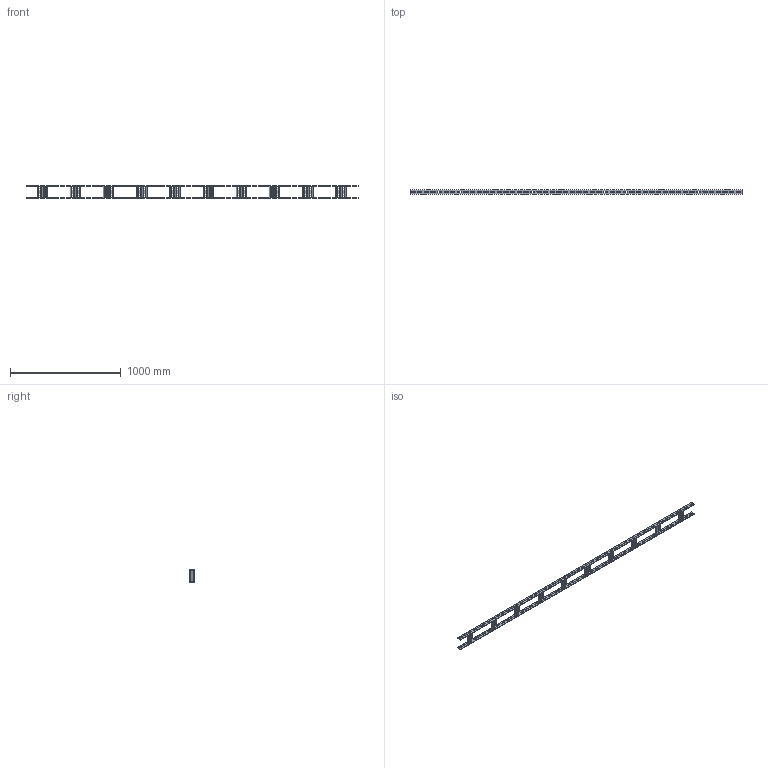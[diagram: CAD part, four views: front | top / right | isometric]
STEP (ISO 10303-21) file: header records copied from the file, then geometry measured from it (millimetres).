
FILE_DESCRIPTION (( 'STEP AP214' ), '1' );
FILE_NAME ('7098132.stp', '2018-01-26T10:05:07', ( '' ), ( '' ), 'SwSTEP 2.0', 'SolidWorks 2016', '' );
FILE_SCHEMA (( 'AUTOMOTIVE_DESIGN' ));
Length unit declared in the file: millimetre
Products named in the file (3): 7098132; 014710_Z-Sprosse-100; KTS 20.002-013_ungelocht 3000x40x5
Assembly tree (12 placements, depth 2):
  7098132
    KTS 20.002-013_ungelocht 3000x40x5  x2
    014710_Z-Sprosse-100  x10
Bounding box: 3000 x 40 x 110 mm (x, y, z)
Volume: 1204972.9 mm3; surface area: 733771.6 mm2
Topology: 12 solids, 12 shells, 1292 faces, 3804 edges, 2536 vertices
Faces by surface type: plane 752, cylinder 540
Entity records: 11720 total; most frequent: DIRECTION 2036, CARTESIAN_POINT 1999, ORIENTED_EDGE 1980, EDGE_CURVE 990, AXIS2_PLACEMENT_3D 697, VERTEX_POINT 660, LINE 642, VECTOR 642
